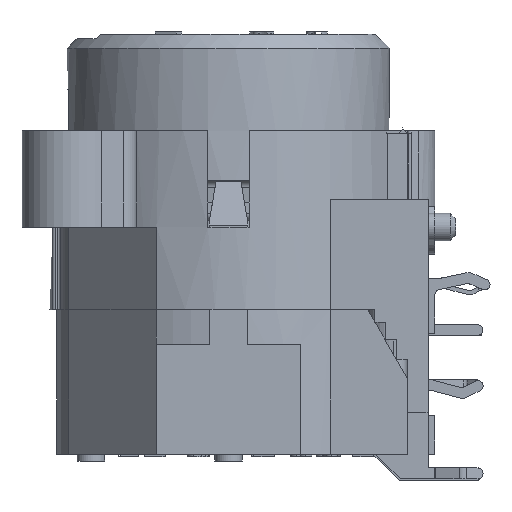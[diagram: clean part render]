
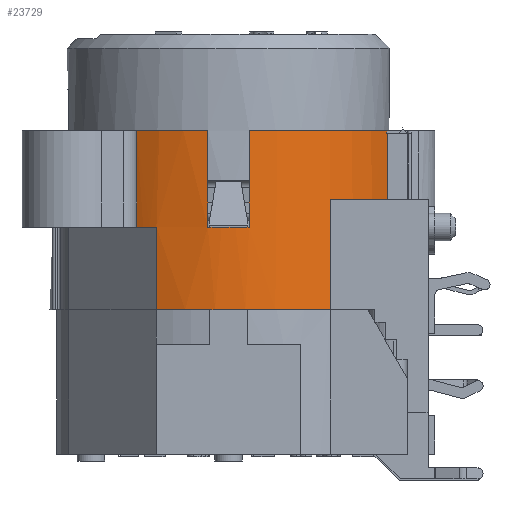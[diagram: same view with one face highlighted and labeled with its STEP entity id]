
A CAD part, left-side view. The second image highlights one B-rep face of the part: STEP entity #23729.
In plain terms, the highlighted cylindrical face has radius 13 mm (diameter 26 mm), a partial arc.
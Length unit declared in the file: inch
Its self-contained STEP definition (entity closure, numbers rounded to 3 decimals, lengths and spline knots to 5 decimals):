
#162=CYLINDRICAL_SURFACE('',#24843,0.51181);
#884=CIRCLE('',#24739,0.51181);
#923=CIRCLE('',#24779,0.51181);
#927=CIRCLE('',#24799,0.51181);
#939=CIRCLE('',#24813,0.51181);
#949=CIRCLE('',#24832,0.51181);
#956=CIRCLE('',#24842,0.51181);
#957=CIRCLE('',#24844,0.51181);
#1714=FACE_OUTER_BOUND('',#2629,.T.);
#2629=EDGE_LOOP('',(#17901,#17902,#17903,#17904,#17905,#17906,#17907,#17908,
#17909,#17910,#17911,#17912,#17913,#17914));
#4055=LINE('',#34514,#6963);
#4201=LINE('',#34910,#7109);
#4230=LINE('',#35021,#7138);
#4246=LINE('',#35059,#7154);
#4247=LINE('',#35060,#7155);
#4248=LINE('',#35063,#7156);
#4249=LINE('',#35064,#7157);
#6963=VECTOR('',#27202,0.27559);
#7109=VECTOR('',#27536,0.31496);
#7138=VECTOR('',#27655,0.27559);
#7154=VECTOR('',#27691,0.27559);
#7155=VECTOR('',#27692,0.23622);
#7156=VECTOR('',#27695,0.18898);
#7157=VECTOR('',#27696,0.00787);
#9919=VERTEX_POINT('',#34511);
#9920=VERTEX_POINT('',#34513);
#9991=VERTEX_POINT('',#34712);
#9992=VERTEX_POINT('',#34713);
#10063=VERTEX_POINT('',#34863);
#10064=VERTEX_POINT('',#34865);
#10076=VERTEX_POINT('',#34908);
#10081=VERTEX_POINT('',#34939);
#10082=VERTEX_POINT('',#34941);
#10090=VERTEX_POINT('',#34960);
#10101=VERTEX_POINT('',#34981);
#10113=VERTEX_POINT('',#35017);
#10125=VERTEX_POINT('',#35055);
#10126=VERTEX_POINT('',#35061);
#13142=EDGE_CURVE('',#9920,#9919,#4055,.T.);
#13245=EDGE_CURVE('',#9991,#9992,#884,.T.);
#13324=EDGE_CURVE('',#10064,#10063,#923,.T.);
#13348=EDGE_CURVE('',#9991,#10076,#4201,.T.);
#13366=EDGE_CURVE('',#10082,#10081,#927,.T.);
#13386=EDGE_CURVE('',#10101,#10090,#939,.T.);
#13401=EDGE_CURVE('',#9919,#10113,#949,.T.);
#13402=EDGE_CURVE('',#10113,#10064,#4230,.T.);
#13423=EDGE_CURVE('',#10125,#9920,#956,.T.);
#13425=EDGE_CURVE('',#10090,#10063,#4246,.T.);
#13426=EDGE_CURVE('',#10101,#9992,#4247,.T.);
#13427=EDGE_CURVE('',#10076,#10126,#957,.T.);
#13428=EDGE_CURVE('',#10126,#10082,#4248,.T.);
#13429=EDGE_CURVE('',#10081,#10125,#4249,.T.);
#17901=ORIENTED_EDGE('',*,*,#13142,.T.);
#17902=ORIENTED_EDGE('',*,*,#13401,.T.);
#17903=ORIENTED_EDGE('',*,*,#13402,.T.);
#17904=ORIENTED_EDGE('',*,*,#13324,.T.);
#17905=ORIENTED_EDGE('',*,*,#13425,.F.);
#17906=ORIENTED_EDGE('',*,*,#13386,.F.);
#17907=ORIENTED_EDGE('',*,*,#13426,.T.);
#17908=ORIENTED_EDGE('',*,*,#13245,.F.);
#17909=ORIENTED_EDGE('',*,*,#13348,.T.);
#17910=ORIENTED_EDGE('',*,*,#13427,.T.);
#17911=ORIENTED_EDGE('',*,*,#13428,.T.);
#17912=ORIENTED_EDGE('',*,*,#13366,.T.);
#17913=ORIENTED_EDGE('',*,*,#13429,.T.);
#17914=ORIENTED_EDGE('',*,*,#13423,.T.);
#23729=ADVANCED_FACE('',(#1714),#162,.T.);
#24739=AXIS2_PLACEMENT_3D('',#34714,#27374,#27375);
#24779=AXIS2_PLACEMENT_3D('',#34866,#27494,#27495);
#24799=AXIS2_PLACEMENT_3D('',#34942,#27572,#27573);
#24813=AXIS2_PLACEMENT_3D('',#34983,#27608,#27609);
#24832=AXIS2_PLACEMENT_3D('',#35019,#27651,#27652);
#24842=AXIS2_PLACEMENT_3D('',#35056,#27686,#27687);
#24843=AXIS2_PLACEMENT_3D('',#35058,#27689,#27690);
#24844=AXIS2_PLACEMENT_3D('',#35062,#27693,#27694);
#27202=DIRECTION('',(0.,0.,-1.));
#27374=DIRECTION('center_axis',(0.,0.,-1.));
#27375=DIRECTION('ref_axis',(-1.,0.,0.));
#27494=DIRECTION('center_axis',(0.,0.,-1.));
#27495=DIRECTION('ref_axis',(0.859,-0.513,0.));
#27536=DIRECTION('',(0.,0.,1.));
#27572=DIRECTION('center_axis',(0.,0.,
-1.));
#27573=DIRECTION('ref_axis',(-1.,0.,0.));
#27608=DIRECTION('center_axis',(0.,0.,-1.));
#27609=DIRECTION('ref_axis',(0.859,-0.513,0.));
#27651=DIRECTION('center_axis',(0.,0.,
-1.));
#27652=DIRECTION('ref_axis',(-1.,0.,0.));
#27655=DIRECTION('',(0.,0.,1.));
#27686=DIRECTION('center_axis',(0.,0.,-1.));
#27687=DIRECTION('ref_axis',(0.859,-0.513,0.));
#27689=DIRECTION('center_axis',(0.,0.,1.));
#27690=DIRECTION('ref_axis',(-1.,0.,0.));
#27691=DIRECTION('',(0.,0.,1.));
#27692=DIRECTION('',(0.,0.,-1.));
#27693=DIRECTION('center_axis',(0.,0.,1.));
#27694=DIRECTION('ref_axis',(0.823,0.568,0.));
#27695=DIRECTION('',(0.,0.,1.));
#27696=DIRECTION('',(0.,0.,1.));
#34511=CARTESIAN_POINT('',(-0.49447,-0.00577,0.23622));
#34513=CARTESIAN_POINT('',(-0.49447,-0.00577,0.51181));
#34514=CARTESIAN_POINT('',(-0.49447,-0.00577,0.));
#34712=CARTESIAN_POINT('',(-0.40734,-0.23739,0.));
#34713=CARTESIAN_POINT('',(-0.45458,0.25933,0.));
#34714=CARTESIAN_POINT('Origin',(0.01392,0.05329,0.));
#34863=CARTESIAN_POINT('',(-0.42555,0.31562,0.51181));
#34865=CARTESIAN_POINT('',(-0.49447,0.11234,0.51181));
#34866=CARTESIAN_POINT('Origin',(0.01392,0.05329,0.51181));
#34908=CARTESIAN_POINT('',(-0.40734,-0.23739,0.31496));
#34910=CARTESIAN_POINT('',(-0.40734,-0.23739,0.23622));
#34939=CARTESIAN_POINT('',(-0.22474,-0.39947,0.50394));
#34941=CARTESIAN_POINT('',(-0.2223,-0.40075,0.50394));
#34942=CARTESIAN_POINT('Origin',(0.01392,0.05329,0.50394));
#34960=CARTESIAN_POINT('',(-0.42555,0.31562,0.23622));
#34981=CARTESIAN_POINT('',(-0.45458,0.25933,0.23622));
#34983=CARTESIAN_POINT('Origin',(0.01392,0.05329,0.23622));
#35017=CARTESIAN_POINT('',(-0.49447,0.11234,0.23622));
#35019=CARTESIAN_POINT('Origin',(0.01392,0.05329,0.23622));
#35021=CARTESIAN_POINT('',(-0.49447,0.11234,0.));
#35055=CARTESIAN_POINT('',(-0.22474,-0.39947,0.51181));
#35056=CARTESIAN_POINT('Origin',(0.01392,0.05329,0.51181));
#35058=CARTESIAN_POINT('Origin',(0.01392,0.05329,0.));
#35059=CARTESIAN_POINT('',(-0.42555,0.31562,0.23622));
#35060=CARTESIAN_POINT('',(-0.45458,0.25933,0.));
#35061=CARTESIAN_POINT('',(-0.2223,-0.40075,0.31496));
#35062=CARTESIAN_POINT('Origin',(0.01392,0.05329,0.31496));
#35063=CARTESIAN_POINT('',(-0.2223,-0.40075,0.23622));
#35064=CARTESIAN_POINT('',(-0.22474,-0.39947,0.));
